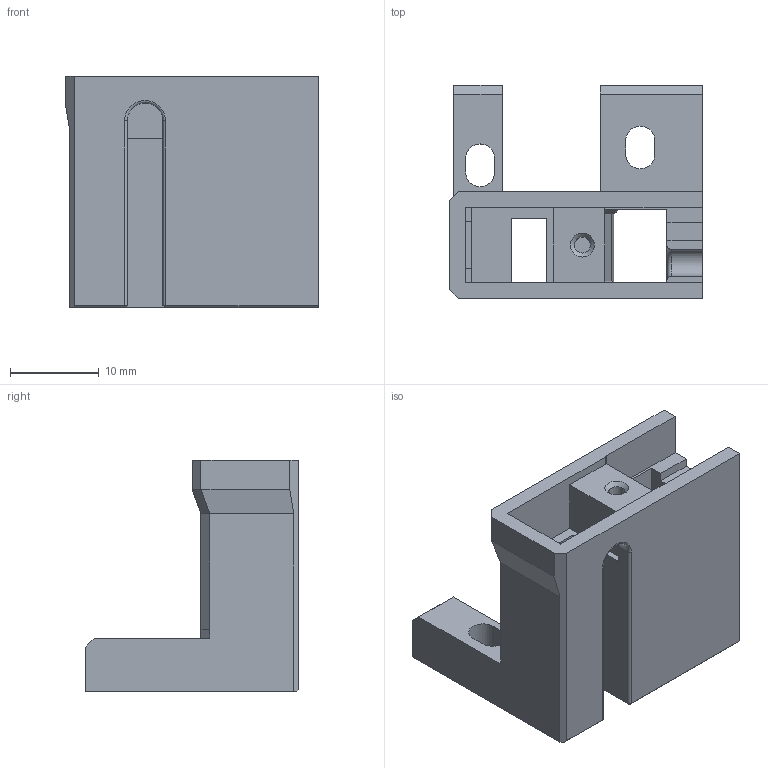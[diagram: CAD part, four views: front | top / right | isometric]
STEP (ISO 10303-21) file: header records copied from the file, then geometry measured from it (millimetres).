
FILE_DESCRIPTION(/* description */ (''),/* implementation_level */ '2;1');
FILE_NAME(/* name */ 'ir-sensor-holder-mmu2s.stp',/* time_stamp */ '2020-11-25T13:34:21+01:00',/* author */ ('PR'),/* organization */ (''),/* preprocessor_version */ 'ST-DEVELOPER v18.1',/* originating_system */ 'Autodesk Inventor 2021',/* authorisation */ '');
FILE_SCHEMA (('AUTOMOTIVE_DESIGN { 1 0 10303 214 3 1 1 }'));
Length unit declared in the file: millimetre
Products named in the file (1): MK3SS-MMU-ir-senzor-holder
Bounding box: 28.45 x 24 x 26 mm (x, y, z)
Volume: 5864.1 mm3; surface area: 4850.4 mm2
Topology: 1 solids, 1 shells, 106 faces, 297 edges, 190 vertices
Faces by surface type: plane 77, cylinder 13, cone 7, bspline 6, torus 3
Full cylindrical faces by diameter (mm): 1.8 x1
Entity records: 3716 total; most frequent: CARTESIAN_POINT 970, ORIENTED_EDGE 594, DIRECTION 514, EDGE_CURVE 297, LINE 236, VECTOR 236, VERTEX_POINT 190, AXIS2_PLACEMENT_3D 139
